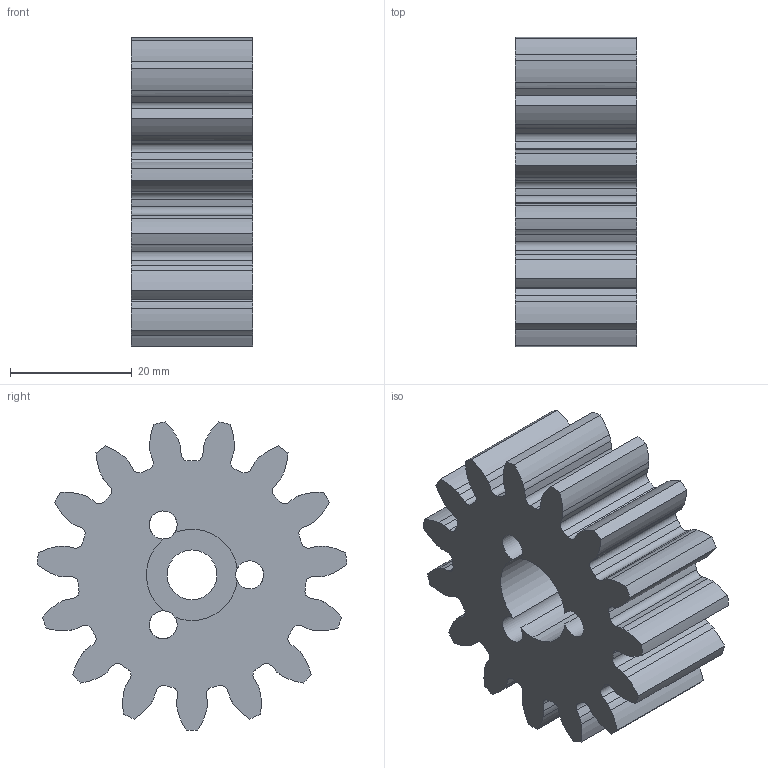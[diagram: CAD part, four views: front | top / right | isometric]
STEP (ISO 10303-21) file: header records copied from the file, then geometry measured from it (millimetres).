
FILE_DESCRIPTION(('FreeCAD Model'),'2;1');
FILE_NAME( 'smallGear.step', '2017-05-05T10:58:17',('Author'),(''), 'Open CASCADE STEP processor 7.1','FreeCAD','Unknown');
FILE_SCHEMA(('AUTOMOTIVE_DESIGN_CC2 { 1 2 10303 214 -1 1 5 4 }'));
Length unit declared in the file: millimetre
Products named in the file (1): Pocket010018
Bounding box: 20 x 50.9 x 50.63 mm (x, y, z)
Volume: 27211 mm3; surface area: 10023.5 mm2
Topology: 1 solids, 1 shells, 161 faces, 483 edges, 322 vertices
Faces by surface type: cylinder 68, extrusion 60, plane 33
Full cylindrical faces by diameter (mm): 4.6 x3, 8.2 x1
Entity records: 12405 total; most frequent: CARTESIAN_POINT 3289, DIRECTION 1529, VECTOR 973, ORIENTED_EDGE 966, PCURVE 966, DEFINITIONAL_REPRESENTATION 966, LINE 913, EDGE_CURVE 483
